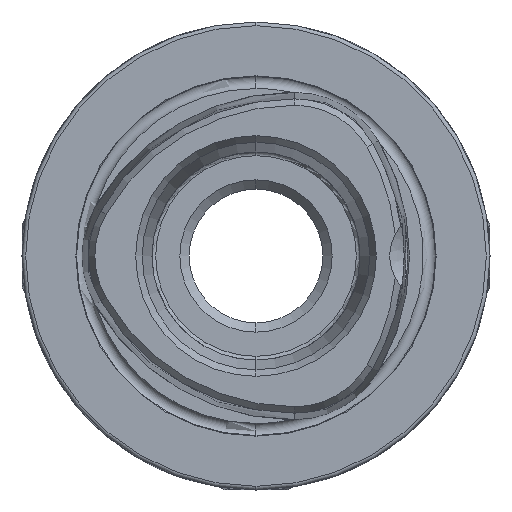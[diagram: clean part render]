
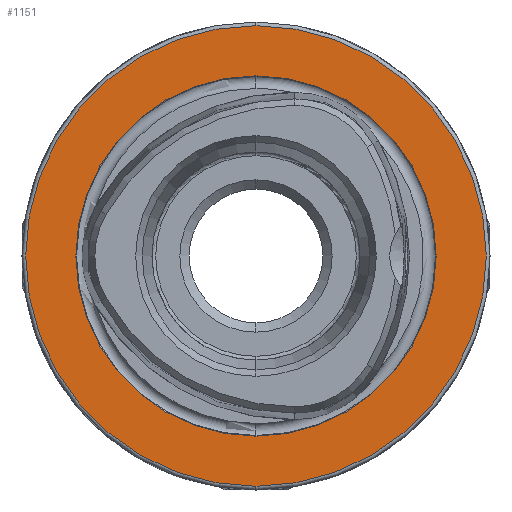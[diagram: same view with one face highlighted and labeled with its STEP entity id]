
A CAD part, left-side view. The second image highlights one B-rep face of the part: STEP entity #1151.
In plain terms, the highlighted planar face has unit normal (-1, 0, 0).
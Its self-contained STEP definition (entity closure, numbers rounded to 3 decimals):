
#34 = DIRECTION ( 'NONE',  ( -1., 0., 0. ) ) ;
#163 = CARTESIAN_POINT ( 'NONE',  ( 0., 24.25, 0. ) ) ;
#178 = AXIS2_PLACEMENT_3D ( 'NONE', #6772, #2523, #5208 ) ;
#215 = DIRECTION ( 'NONE',  ( 0., 0., -1. ) ) ;
#424 = EDGE_LOOP ( 'NONE', ( #3241, #1027 ) ) ;
#505 = DIRECTION ( 'NONE',  ( -1., 0., 0. ) ) ;
#655 = VERTEX_POINT ( 'NONE', #2362 ) ;
#900 = EDGE_CURVE ( 'NONE', #1232, #1831, #4017, .T. ) ;
#1027 = ORIENTED_EDGE ( 'NONE', *, *, #900, .T. ) ;
#1151 = ADVANCED_FACE ( 'NONE', ( #1740, #1219 ), #2305, .F. ) ;
#1219 = FACE_OUTER_BOUND ( 'NONE', #424, .T. ) ;
#1232 = VERTEX_POINT ( 'NONE', #1931 ) ;
#1269 = EDGE_CURVE ( 'NONE', #2076, #655, #4165, .T. ) ;
#1657 = CARTESIAN_POINT ( 'NONE',  ( 0., 0., 0. ) ) ;
#1740 = FACE_BOUND ( 'NONE', #3843, .T. ) ;
#1758 = CARTESIAN_POINT ( 'NONE',  ( 0., 0., -24.25 ) ) ;
#1806 = AXIS2_PLACEMENT_3D ( 'NONE', #163, #5757, #215 ) ;
#1831 = VERTEX_POINT ( 'NONE', #3877 ) ;
#1931 = CARTESIAN_POINT ( 'NONE',  ( 0., 0., -31. ) ) ;
#1952 = EDGE_CURVE ( 'NONE', #655, #2076, #5598, .T. ) ;
#2076 = VERTEX_POINT ( 'NONE', #1758 ) ;
#2137 = EDGE_CURVE ( 'NONE', #1831, #1232, #6455, .T. ) ;
#2305 = PLANE ( 'NONE',  #1806 ) ;
#2362 = CARTESIAN_POINT ( 'NONE',  ( 0., 0., 24.25 ) ) ;
#2523 = DIRECTION ( 'NONE',  ( -1., 0., 0. ) ) ;
#2714 = DIRECTION ( 'NONE',  ( 0., 0., 1. ) ) ;
#2921 = CARTESIAN_POINT ( 'NONE',  ( 0., 0., 0. ) ) ;
#3241 = ORIENTED_EDGE ( 'NONE', *, *, #2137, .T. ) ;
#3316 = AXIS2_PLACEMENT_3D ( 'NONE', #1657, #34, #5541 ) ;
#3540 = AXIS2_PLACEMENT_3D ( 'NONE', #2921, #5142, #5192 ) ;
#3843 = EDGE_LOOP ( 'NONE', ( #5894, #5040 ) ) ;
#3877 = CARTESIAN_POINT ( 'NONE',  ( 0., 0., 31. ) ) ;
#4017 = CIRCLE ( 'NONE', #4132, 31. ) ;
#4132 = AXIS2_PLACEMENT_3D ( 'NONE', #4441, #505, #2714 ) ;
#4165 = CIRCLE ( 'NONE', #3316, 24.25 ) ;
#4441 = CARTESIAN_POINT ( 'NONE',  ( 0., 0., 0. ) ) ;
#5040 = ORIENTED_EDGE ( 'NONE', *, *, #1269, .F. ) ;
#5142 = DIRECTION ( 'NONE',  ( -1., 0., 0. ) ) ;
#5192 = DIRECTION ( 'NONE',  ( 0., 0., 1. ) ) ;
#5208 = DIRECTION ( 'NONE',  ( 0., 0., 1. ) ) ;
#5541 = DIRECTION ( 'NONE',  ( 0., 0., 1. ) ) ;
#5598 = CIRCLE ( 'NONE', #3540, 24.25 ) ;
#5757 = DIRECTION ( 'NONE',  ( 1., 0., 0. ) ) ;
#5894 = ORIENTED_EDGE ( 'NONE', *, *, #1952, .F. ) ;
#6455 = CIRCLE ( 'NONE', #178, 31. ) ;
#6772 = CARTESIAN_POINT ( 'NONE',  ( 0., 0., 0. ) ) ;
